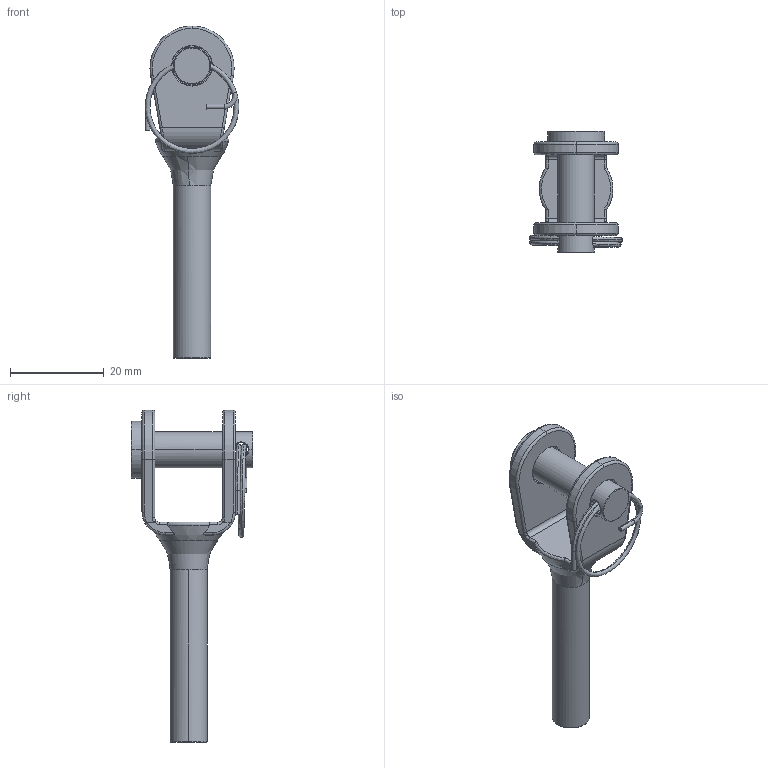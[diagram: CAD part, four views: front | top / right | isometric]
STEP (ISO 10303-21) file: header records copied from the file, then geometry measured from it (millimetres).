
FILE_DESCRIPTION (( 'STEP AP203' ), '1' );
FILE_NAME ('101200505.STEP', '2018-03-14T13:57:46', ( '' ), ( '' ), 'SwSTEP 2.0', 'SolidWorks 2015', '' );
FILE_SCHEMA (( 'CONFIG_CONTROL_DESIGN' ));
Length unit declared in the file: millimetre
Products named in the file (4): 101200X0X Teil2_101200505 Teil2; 101200X0X Teil3_101200505 Teil3; 101200X0X Teil1_101200505 Teil1; 101200505
Assembly tree (3 placements, depth 2):
  101200505
    101200X0X Teil1_101200505 Teil1
    101200X0X Teil2_101200505 Teil2
    101200X0X Teil3_101200505 Teil3
Bounding box: 19.97 x 26 x 71 mm (x, y, z)
Volume: 5379.1 mm3; surface area: 5121.8 mm2
Topology: 3 solids, 3 shells, 352 faces, 936 edges, 597 vertices
Faces by surface type: bspline 128, plane 108, cylinder 81, torus 33, cone 2
Entity records: 20377 total; most frequent: CARTESIAN_POINT 12202, ORIENTED_EDGE 1872, DIRECTION 1240, EDGE_CURVE 936, VERTEX_POINT 597, AXIS2_PLACEMENT_3D 434, LINE 372, VECTOR 372
